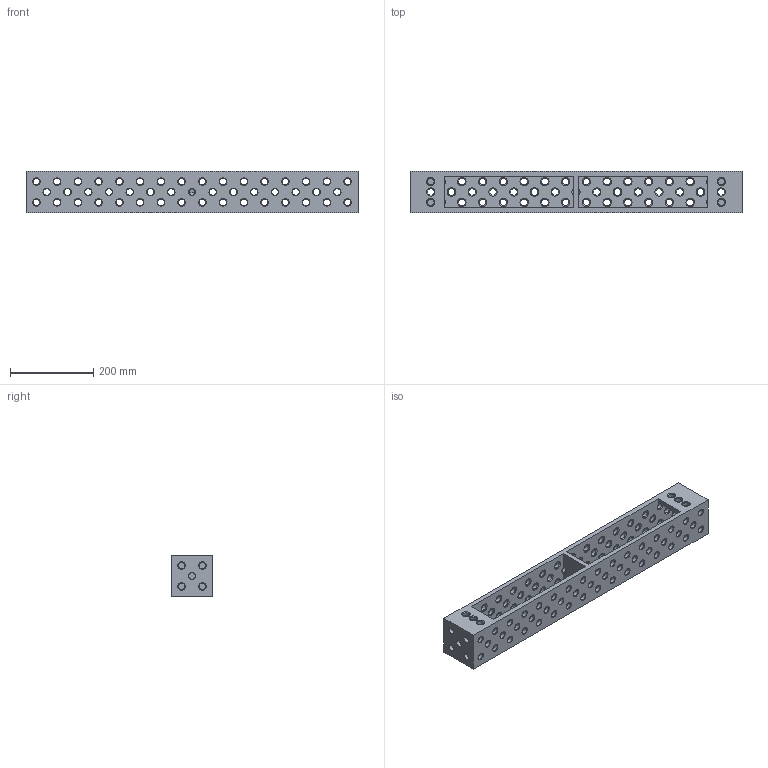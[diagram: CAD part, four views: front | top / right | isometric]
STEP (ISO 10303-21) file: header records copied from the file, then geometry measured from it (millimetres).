
FILE_DESCRIPTION(('STEP AP214'),'1');
FILE_NAME('160366.STP','2011-09-06T08:14:25',(' '),(' '),'Spatial InterOp 3D',' ',' ');
FILE_SCHEMA(('automotive_design'));
Length unit declared in the file: millimetre
Products named in the file (1): Quader
Bounding box: 800 x 100 x 100 mm (x, y, z)
Volume: 2603830.4 mm3; surface area: 538256 mm2
Topology: 1 solids, 1 shells, 965 faces, 2273 edges, 1306 vertices
Faces by surface type: cone 628, cylinder 320, plane 17
Entity records: 35895 total; most frequent: DIRECTION 5473, ORIENTED_EDGE 4546, CARTESIAN_POINT 4545, EDGE_CURVE 2273, AXIS2_PLACEMENT_3D 2234, VERTEX_POINT 1306, EDGE_LOOP 1281, CIRCLE 1268
